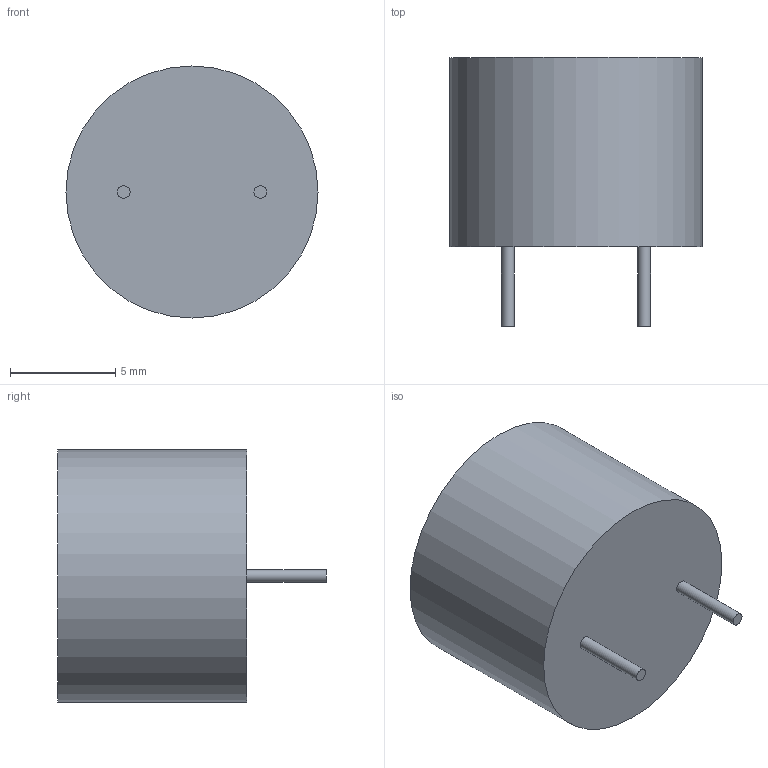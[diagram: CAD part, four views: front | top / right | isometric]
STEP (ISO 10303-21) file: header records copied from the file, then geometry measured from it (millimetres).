
FILE_SCHEMA (('AUTOMOTIVE_DESIGN { 1 0 10303 214 3 1 1 }'));
Length unit declared in the file: millimetre
Products named in the file (1): AT-1224-TWT-5V-2-R
Bounding box: 12 x 12.8 x 12 mm (x, y, z)
Volume: 995.5 mm3; surface area: 619.1 mm2
Topology: 1 solids, 1 shells, 9 faces, 12 edges, 8 vertices
Faces by surface type: plane 5, cylinder 4
Full cylindrical faces by diameter (mm): 0.6 x2, 2.5 x1, 12 x1
Entity records: 260 total; most frequent: DIRECTION 40, CARTESIAN_POINT 30, ORIENTED_EDGE 24, AXIS2_PLACEMENT_3D 18, EDGE_LOOP 12, EDGE_CURVE 12, FACE_OUTER_BOUND 9, ADVANCED_FACE 9
